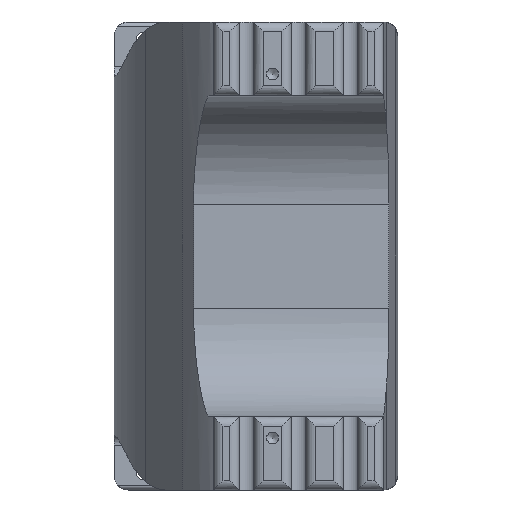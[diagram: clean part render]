
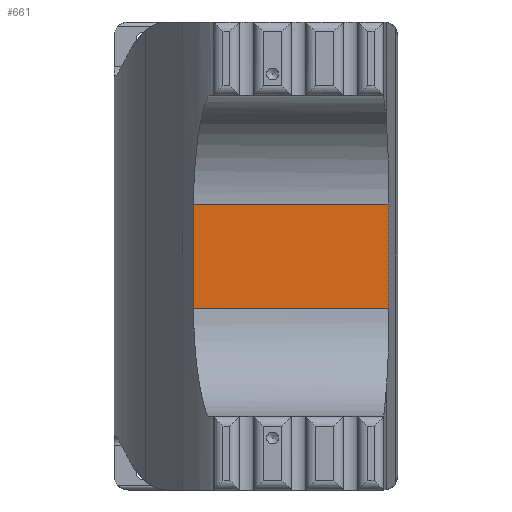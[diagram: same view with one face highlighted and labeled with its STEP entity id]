
A CAD part, front view. The second image highlights one B-rep face of the part: STEP entity #661.
In plain terms, the highlighted planar face has unit normal (0, -1, 0).
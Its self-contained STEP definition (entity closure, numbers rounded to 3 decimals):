
#661=ADVANCED_FACE('',(#882),#847,.T.);
#847=PLANE('',#3569);
#882=FACE_OUTER_BOUND('',#1087,.T.);
#1087=EDGE_LOOP('',(#2077,#2078,#2079,#2080));
#1310=LINE('',#4832,#1511);
#1438=LINE('',#5391,#1639);
#1472=LINE('',#5516,#1673);
#1473=LINE('',#5517,#1674);
#1511=VECTOR('',#3809,1.);
#1639=VECTOR('',#4225,1.);
#1673=VECTOR('',#4323,1.);
#1674=VECTOR('',#4324,1.);
#2077=ORIENTED_EDGE('',*,*,#2911,.T.);
#2078=ORIENTED_EDGE('',*,*,#3221,.F.);
#2079=ORIENTED_EDGE('',*,*,#3163,.T.);
#2080=ORIENTED_EDGE('',*,*,#3222,.T.);
#2593=VERTEX_POINT('',#4831);
#2594=VERTEX_POINT('',#4833);
#2816=VERTEX_POINT('',#5390);
#2817=VERTEX_POINT('',#5392);
#2911=EDGE_CURVE('',#2594,#2593,#1310,.T.);
#3163=EDGE_CURVE('',#2817,#2816,#1438,.T.);
#3221=EDGE_CURVE('',#2817,#2593,#1472,.T.);
#3222=EDGE_CURVE('',#2816,#2594,#1473,.T.);
#3569=AXIS2_PLACEMENT_3D('',#5518,#4325,#4326);
#3809=DIRECTION('',(0.,0.,1.));
#4225=DIRECTION('',(0.,0.,-1.));
#4323=DIRECTION('',(1.,0.,0.));
#4324=DIRECTION('',(1.,0.,0.));
#4325=DIRECTION('',(0.,-1.,0.));
#4326=DIRECTION('',(0.,0.,-1.));
#4831=CARTESIAN_POINT('',(28.411,191.,11.));
#4832=CARTESIAN_POINT('',(28.411,191.,50.));
#4833=CARTESIAN_POINT('',(28.411,191.,-11.));
#5390=CARTESIAN_POINT('',(-12.922,191.,-11.));
#5391=CARTESIAN_POINT('',(-12.922,191.,50.));
#5392=CARTESIAN_POINT('',(-12.922,191.,11.));
#5516=CARTESIAN_POINT('',(42.786,191.,11.));
#5517=CARTESIAN_POINT('',(42.786,191.,-11.));
#5518=CARTESIAN_POINT('',(42.786,191.,-11.));
